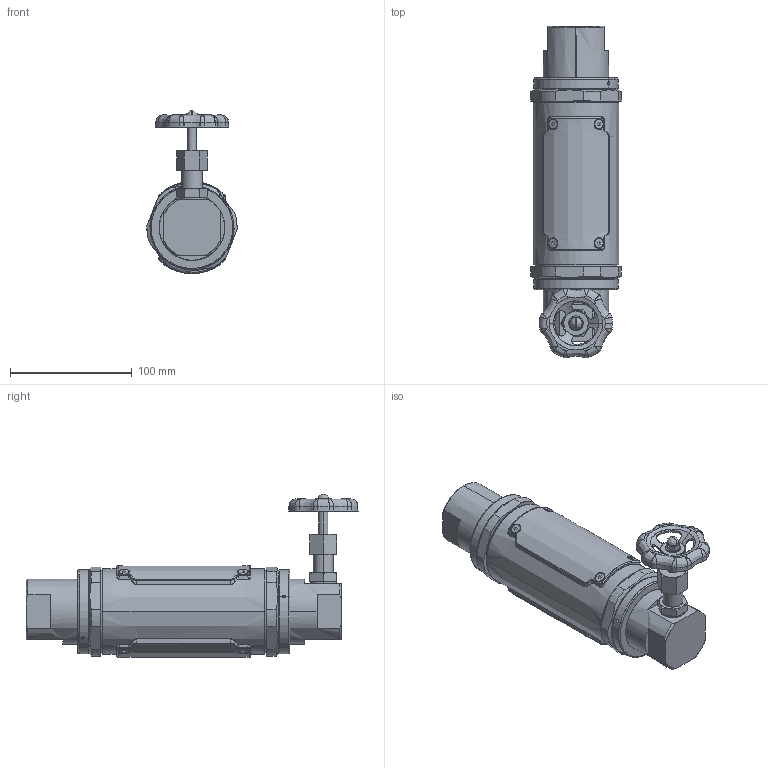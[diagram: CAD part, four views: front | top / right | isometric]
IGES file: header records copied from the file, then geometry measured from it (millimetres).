
Start section: SolidWorks IGES file using analytic representation for surfaces
Global section: file name: 1630-PM-2-AA-1-0.IGS; native system: SolidWorks 2020; preprocessor: SolidWorks 2020; author: CRaksin; date: 220511.091212; units: inch
Bounding box: 73.94 x 272.39 x 133.95 mm (x, y, z)
Surface area: 180177.1 mm2 (no closed solid volume)
Topology: 0 solids, 0 shells, 1451 faces, 22204 edges, 22193 vertices
Faces by surface type: bspline 856, revolution 595
